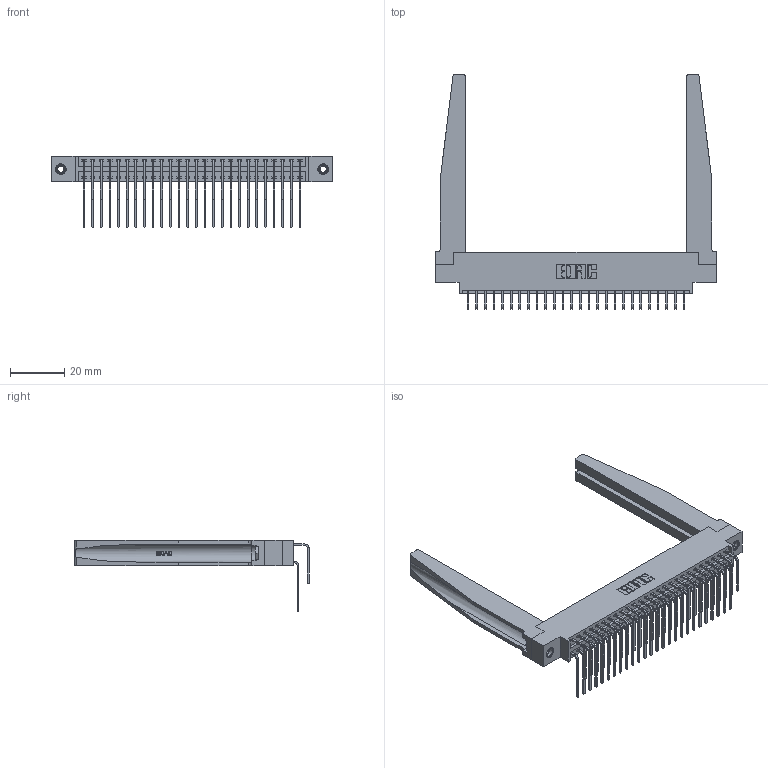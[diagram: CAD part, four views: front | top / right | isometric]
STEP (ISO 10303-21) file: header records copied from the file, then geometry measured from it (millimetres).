
FILE_DESCRIPTION (( 'STEP AP203' ), '1' );
FILE_NAME ('396-052-559-878.STEP', '2019-11-03T08:57:12', ( '' ), ( '' ), 'SwSTEP 2.0', 'SolidWorks 2016', '' );
FILE_SCHEMA (( 'CONFIG_CONTROL_DESIGN' ));
Length unit declared in the file: inch
Products named in the file (6): 396-052-559-878; 345-292-001_559 Tail - 2; 346-220-078_345-220-078; 345-292-001_558 559 Tail - 1; 345-250-001_345-250-001-102; 346 Part_0.170 Offset - 0.156 Dia-TH
Assembly tree (57 placements, depth 2):
  396-052-559-878
    346 Part_0.170 Offset - 0.156 Dia-TH
    345-292-001_558 559 Tail - 1  x26
    345-292-001_559 Tail - 2  x26
    346-220-078_345-220-078  x2
    345-250-001_345-250-001-102  x2
Bounding box: 103.12 x 86.17 x 26.16 mm (x, y, z)
Volume: 16985.8 mm3; surface area: 21756.2 mm2
Topology: 57 solids, 57 shells, 3168 faces, 9321 edges, 6134 vertices
Faces by surface type: plane 2146, cylinder 970, bspline 36, cone 12, torus 4
Entity records: 25786 total; most frequent: CARTESIAN_POINT 5262, ORIENTED_EDGE 4034, DIRECTION 3647, EDGE_CURVE 2017, VECTOR 1647, LINE 1647, VERTEX_POINT 1336, AXIS2_PLACEMENT_3D 1000
